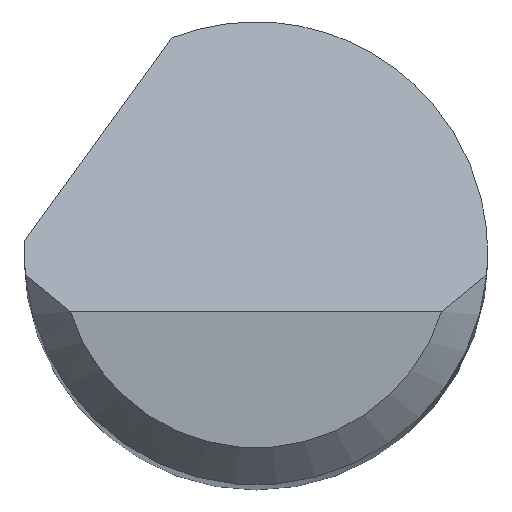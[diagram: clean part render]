
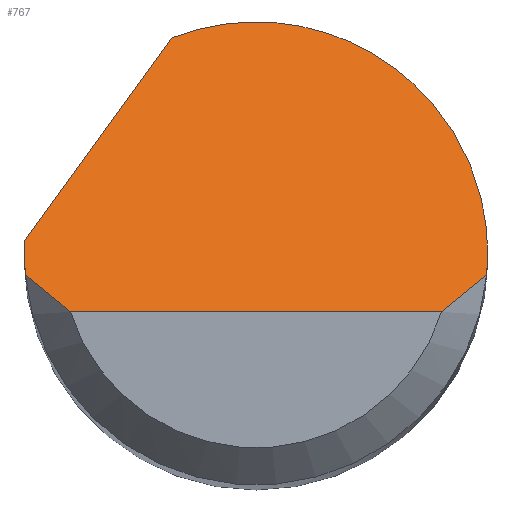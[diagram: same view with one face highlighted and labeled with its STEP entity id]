
A CAD part, top view. The second image highlights one B-rep face of the part: STEP entity #767.
In plain terms, the highlighted planar face has unit normal (0, 0.707, 0.707).
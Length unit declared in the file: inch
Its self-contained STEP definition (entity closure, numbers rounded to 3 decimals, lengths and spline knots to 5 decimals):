
#9 =( BOUNDED_CURVE ( )  B_SPLINE_CURVE ( 3, ( #263, #393, #341, #570 ),
 .UNSPECIFIED., .F., .T. ) 
 B_SPLINE_CURVE_WITH_KNOTS ( ( 4, 4 ),
 ( 4.61892, 4.71239 ),
 .UNSPECIFIED. ) 
 CURVE ( )  GEOMETRIC_REPRESENTATION_ITEM ( )  RATIONAL_B_SPLINE_CURVE ( ( 1., 0.999, 0.999, 1. ) ) 
 REPRESENTATION_ITEM ( '' )  );
#29 = CARTESIAN_POINT ( 'NONE',  ( -0.08761, -0.01397, 1.49022 ) ) ;
#53 = EDGE_CURVE ( 'NONE', #612, #443, #9, .T. ) ;
#54 = VECTOR ( 'NONE', #516, 39.37008 ) ;
#55 = CARTESIAN_POINT ( 'NONE',  ( -0.09362, 0.005, 1.47125 ) ) ;
#79 = EDGE_CURVE ( 'NONE', #685, #199, #382, .T. ) ;
#89 = CARTESIAN_POINT ( 'NONE',  ( -0.09375, -0.02375, 1.5 ) ) ;
#91 = B_SPLINE_CURVE_WITH_KNOTS ( 'NONE', 3,
 ( #257, #395, #93, #622 ),
 .UNSPECIFIED., .F., .F.,
 ( 4, 4 ),
 ( 0., 0.00071 ),
 .UNSPECIFIED. ) ;
#93 = CARTESIAN_POINT ( 'NONE',  ( 0.08761, -0.01397, 1.49022 ) ) ;
#126 = CARTESIAN_POINT ( 'NONE',  ( 0.09361, -0.00584, 1.48209 ) ) ;
#143 = CARTESIAN_POINT ( 'NONE',  ( -0.09375, 0.00167, 1.47458 ) ) ;
#148 = ORIENTED_EDGE ( 'NONE', *, *, #79, .F. ) ;
#163 = DIRECTION ( 'NONE',  ( 1., 0., 0. ) ) ;
#176 =( BOUNDED_CURVE ( )  B_SPLINE_CURVE ( 3, ( #371, #315, #662, #250 ),
 .UNSPECIFIED., .F., .T. ) 
 B_SPLINE_CURVE_WITH_KNOTS ( ( 4, 4 ),
 ( 5.91277, 7.85398 ),
 .UNSPECIFIED. ) 
 CURVE ( )  GEOMETRIC_REPRESENTATION_ITEM ( )  RATIONAL_B_SPLINE_CURVE ( ( 1., 0.71, 0.71, 1. ) ) 
 REPRESENTATION_ITEM ( '' )  );
#180 = CARTESIAN_POINT ( 'NONE',  ( 0.09334, -0.00875, 1.485 ) ) ;
#191 = ORIENTED_EDGE ( 'NONE', *, *, #545, .T. ) ;
#199 = VERTEX_POINT ( 'NONE', #749 ) ;
#204 = FACE_OUTER_BOUND ( 'NONE', #683, .T. ) ;
#213 = CARTESIAN_POINT ( 'NONE',  ( 0.09375, 0., 1.47625 ) ) ;
#236 = AXIS2_PLACEMENT_3D ( 'NONE', #89, #736, #384 ) ;
#238 = CARTESIAN_POINT ( 'NONE',  ( -0.07508, -0.02375, 1.5 ) ) ;
#250 = CARTESIAN_POINT ( 'NONE',  ( 0.09375, 0., 1.47625 ) ) ;
#257 = CARTESIAN_POINT ( 'NONE',  ( 0.07508, -0.02375, 1.5 ) ) ;
#263 = CARTESIAN_POINT ( 'NONE',  ( -0.09334, -0.00875, 1.485 ) ) ;
#268 = ORIENTED_EDGE ( 'NONE', *, *, #275, .F. ) ;
#269 = CARTESIAN_POINT ( 'NONE',  ( -0.09362, 0.005, 1.47125 ) ) ;
#275 = EDGE_CURVE ( 'NONE', #199, #454, #176, .T. ) ;
#291 = VERTEX_POINT ( 'NONE', #238 ) ;
#308 =( BOUNDED_CURVE ( )  B_SPLINE_CURVE ( 3, ( #706, #361, #126, #180 ),
 .UNSPECIFIED., .F., .T. ) 
 B_SPLINE_CURVE_WITH_KNOTS ( ( 4, 4 ),
 ( 1.5708, 1.66427 ),
 .UNSPECIFIED. ) 
 CURVE ( )  GEOMETRIC_REPRESENTATION_ITEM ( )  RATIONAL_B_SPLINE_CURVE ( ( 1., 0.999, 0.999, 1. ) ) 
 REPRESENTATION_ITEM ( '' )  );
#315 = CARTESIAN_POINT ( 'NONE',  ( 0.03379, 0.11369, 1.36256 ) ) ;
#325 = CARTESIAN_POINT ( 'NONE',  ( -0.09371, 0.00333, 1.47292 ) ) ;
#341 = CARTESIAN_POINT ( 'NONE',  ( -0.09375, -0.00292, 1.47917 ) ) ;
#345 = EDGE_CURVE ( 'NONE', #383, #550, #91, .T. ) ;
#361 = CARTESIAN_POINT ( 'NONE',  ( 0.09375, -0.00292, 1.47917 ) ) ;
#364 = CARTESIAN_POINT ( 'NONE',  ( -0.09334, -0.00875, 1.485 ) ) ;
#371 = CARTESIAN_POINT ( 'NONE',  ( -0.03394, 0.08739, 1.38886 ) ) ;
#379 = CARTESIAN_POINT ( 'NONE',  ( 0.07508, -0.02375, 1.5 ) ) ;
#382 = LINE ( 'NONE', #389, #54 ) ;
#383 = VERTEX_POINT ( 'NONE', #379 ) ;
#384 = DIRECTION ( 'NONE',  ( 0., 0.707, -0.707 ) ) ;
#389 = CARTESIAN_POINT ( 'NONE',  ( -0.11014, -0.01781, 1.49406 ) ) ;
#393 = CARTESIAN_POINT ( 'NONE',  ( -0.09361, -0.00584, 1.48209 ) ) ;
#395 = CARTESIAN_POINT ( 'NONE',  ( 0.08157, -0.019, 1.49525 ) ) ;
#402 = CARTESIAN_POINT ( 'NONE',  ( 0.09334, -0.00875, 1.485 ) ) ;
#411 = ORIENTED_EDGE ( 'NONE', *, *, #53, .F. ) ;
#443 = VERTEX_POINT ( 'NONE', #675 ) ;
#444 = CARTESIAN_POINT ( 'NONE',  ( -0.09375, 0., 1.47625 ) ) ;
#448 = ORIENTED_EDGE ( 'NONE', *, *, #345, .T. ) ;
#450 = EDGE_CURVE ( 'NONE', #612, #291, #648, .T. ) ;
#454 = VERTEX_POINT ( 'NONE', #213 ) ;
#457 = LINE ( 'NONE', #692, #483 ) ;
#483 = VECTOR ( 'NONE', #163, 39.37008 ) ;
#516 = DIRECTION ( 'NONE',  ( 0.456, 0.629, -0.629 ) ) ;
#540 =( BOUNDED_CURVE ( )  B_SPLINE_CURVE ( 3, ( #444, #143, #325, #269 ),
 .UNSPECIFIED., .F., .T. ) 
 B_SPLINE_CURVE_WITH_KNOTS ( ( 4, 4 ),
 ( 4.71239, 4.76575 ),
 .UNSPECIFIED. ) 
 CURVE ( )  GEOMETRIC_REPRESENTATION_ITEM ( )  RATIONAL_B_SPLINE_CURVE ( ( 1., 1., 1., 1. ) ) 
 REPRESENTATION_ITEM ( '' )  );
#545 = EDGE_CURVE ( 'NONE', #291, #383, #457, .T. ) ;
#550 = VERTEX_POINT ( 'NONE', #402 ) ;
#555 = PLANE ( 'NONE',  #236 ) ;
#570 = CARTESIAN_POINT ( 'NONE',  ( -0.09375, 0., 1.47625 ) ) ;
#612 = VERTEX_POINT ( 'NONE', #364 ) ;
#622 = CARTESIAN_POINT ( 'NONE',  ( 0.09334, -0.00875, 1.485 ) ) ;
#625 = CARTESIAN_POINT ( 'NONE',  ( -0.09334, -0.00875, 1.485 ) ) ;
#632 = ORIENTED_EDGE ( 'NONE', *, *, #735, .F. ) ;
#647 = EDGE_CURVE ( 'NONE', #454, #550, #308, .T. ) ;
#648 = B_SPLINE_CURVE_WITH_KNOTS ( 'NONE', 3,
 ( #625, #29, #672, #730 ),
 .UNSPECIFIED., .F., .F.,
 ( 4, 4 ),
 ( 0., 0.00071 ),
 .UNSPECIFIED. ) ;
#662 = CARTESIAN_POINT ( 'NONE',  ( 0.09375, 0.07266, 1.40359 ) ) ;
#663 = ORIENTED_EDGE ( 'NONE', *, *, #647, .F. ) ;
#672 = CARTESIAN_POINT ( 'NONE',  ( -0.08157, -0.019, 1.49525 ) ) ;
#675 = CARTESIAN_POINT ( 'NONE',  ( -0.09375, 0., 1.47625 ) ) ;
#683 = EDGE_LOOP ( 'NONE', ( #191, #448, #663, #268, #148, #632, #411, #755 ) ) ;
#685 = VERTEX_POINT ( 'NONE', #55 ) ;
#692 = CARTESIAN_POINT ( 'NONE',  ( 0., -0.02375, 1.5 ) ) ;
#706 = CARTESIAN_POINT ( 'NONE',  ( 0.09375, 0., 1.47625 ) ) ;
#730 = CARTESIAN_POINT ( 'NONE',  ( -0.07508, -0.02375, 1.5 ) ) ;
#735 = EDGE_CURVE ( 'NONE', #443, #685, #540, .T. ) ;
#736 = DIRECTION ( 'NONE',  ( 0., -0.707, -0.707 ) ) ;
#749 = CARTESIAN_POINT ( 'NONE',  ( -0.03394, 0.08739, 1.38886 ) ) ;
#755 = ORIENTED_EDGE ( 'NONE', *, *, #450, .T. ) ;
#767 = ADVANCED_FACE ( 'NONE', ( #204 ), #555, .F. ) ;
